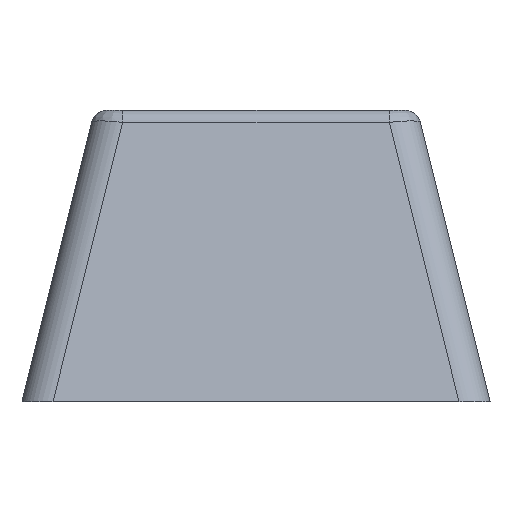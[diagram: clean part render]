
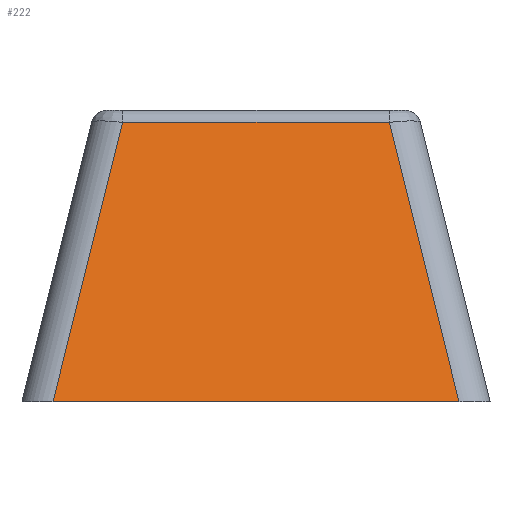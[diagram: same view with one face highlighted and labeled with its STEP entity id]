
A CAD part, left-side view. The second image highlights one B-rep face of the part: STEP entity #222.
In plain terms, the highlighted planar face has unit normal (-0.97, 0, 0.241).
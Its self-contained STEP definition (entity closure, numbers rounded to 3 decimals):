
#183=CARTESIAN_POINT('',(582.571,-55.725,2.145));
#184=DIRECTION('',(-0.97,0.,0.242));
#185=DIRECTION('',(0.242,0.,0.97));
#186=AXIS2_PLACEMENT_3D('',#183,#184,#185);
#187=PLANE('',#186);
#188=CARTESIAN_POINT('',(582.037,-47.788,0.));
#189=VERTEX_POINT('',#188);
#190=CARTESIAN_POINT('',(582.037,-63.662,0.));
#191=VERTEX_POINT('',#190);
#192=CARTESIAN_POINT('',(582.037,-47.788,0.));
#193=DIRECTION('',(-0.,-1.,-0.));
#194=VECTOR('',#193,15.874);
#195=LINE('',#192,#194);
#196=EDGE_CURVE('',#189,#191,#195,.T.);
#197=ORIENTED_EDGE('',*,*,#196,.T.);
#198=CARTESIAN_POINT('',(584.757,-60.943,10.926));
#199=VERTEX_POINT('',#198);
#200=CARTESIAN_POINT('',(582.037,-63.662,0.));
#201=DIRECTION('',(0.235,0.235,0.943));
#202=VECTOR('',#201,11.583);
#203=LINE('',#200,#202);
#204=EDGE_CURVE('',#191,#199,#203,.T.);
#205=ORIENTED_EDGE('',*,*,#204,.T.);
#206=CARTESIAN_POINT('',(584.757,-50.507,10.926));
#207=VERTEX_POINT('',#206);
#208=CARTESIAN_POINT('',(584.757,-60.943,10.926));
#209=DIRECTION('',(0.,1.,0.));
#210=VECTOR('',#209,10.435);
#211=LINE('',#208,#210);
#212=EDGE_CURVE('',#199,#207,#211,.T.);
#213=ORIENTED_EDGE('',*,*,#212,.T.);
#214=CARTESIAN_POINT('',(584.757,-50.507,10.926));
#215=DIRECTION('',(-0.235,0.235,-0.943));
#216=VECTOR('',#215,11.583);
#217=LINE('',#214,#216);
#218=EDGE_CURVE('',#207,#189,#217,.T.);
#219=ORIENTED_EDGE('',*,*,#218,.T.);
#220=EDGE_LOOP('',(#197,#205,#213,#219));
#221=FACE_BOUND('',#220,.T.);
#222=ADVANCED_FACE('',(#221),#187,.T.);
